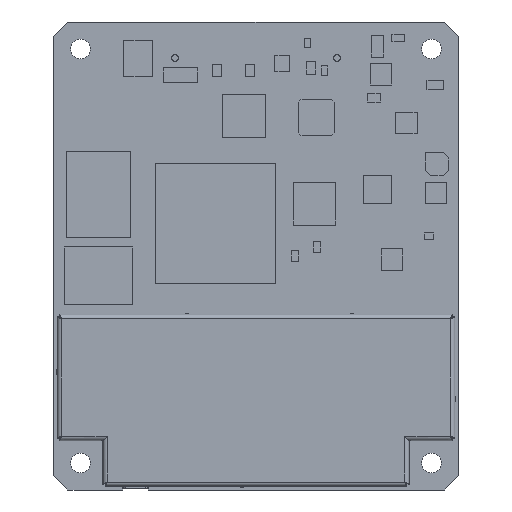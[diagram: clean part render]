
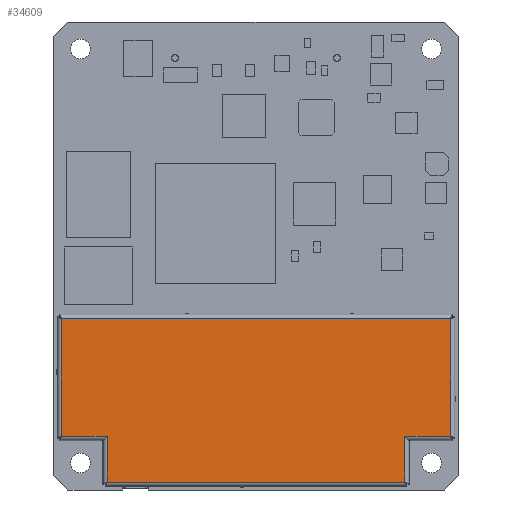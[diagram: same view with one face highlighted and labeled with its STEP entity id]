
A CAD part, front view. The second image highlights one B-rep face of the part: STEP entity #34609.
In plain terms, the highlighted face is planar.
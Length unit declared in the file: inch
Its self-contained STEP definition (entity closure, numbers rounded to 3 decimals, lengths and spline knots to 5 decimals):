
#31134=DIRECTION('',(0.,0.,1.));
#31135=VECTOR('',#31134,0.653);
#31136=CARTESIAN_POINT('',(-1.0815,0.214,0.2585));
#31137=LINE('',#31136,#31135);
#31222=DIRECTION('',(1.,0.,0.));
#31223=VECTOR('',#31222,2.163);
#31224=CARTESIAN_POINT('',(-1.0815,0.214,0.9115));
#31225=LINE('',#31224,#31223);
#31280=DIRECTION('',(0.,0.,-1.));
#31281=VECTOR('',#31280,0.653);
#31282=CARTESIAN_POINT('',(1.0815,0.214,0.9115));
#31283=LINE('',#31282,#31281);
#31375=DIRECTION('',(-1.,0.,0.));
#31376=VECTOR('',#31375,0.255);
#31377=CARTESIAN_POINT('',(1.0815,0.214,0.2585));
#31378=LINE('',#31377,#31376);
#31466=DIRECTION('',(0.,0.,-1.));
#31467=VECTOR('',#31466,0.255);
#31468=CARTESIAN_POINT('',(0.8265,0.214,0.2585));
#31469=LINE('',#31468,#31467);
#31573=DIRECTION('',(-1.,0.,0.));
#31574=VECTOR('',#31573,1.653);
#31575=CARTESIAN_POINT('',(0.8265,0.214,0.0035));
#31576=LINE('',#31575,#31574);
#31668=DIRECTION('',(0.,0.,1.));
#31669=VECTOR('',#31668,0.255);
#31670=CARTESIAN_POINT('',(-0.8265,0.214,0.0035));
#31671=LINE('',#31670,#31669);
#31759=DIRECTION('',(-1.,0.,0.));
#31760=VECTOR('',#31759,0.255);
#31761=CARTESIAN_POINT('',(-0.8265,0.214,0.2585));
#31762=LINE('',#31761,#31760);
#34180=CARTESIAN_POINT('',(-0.8265,0.214,0.2585));
#34181=CARTESIAN_POINT('',(-1.0815,0.214,0.2585));
#34182=VERTEX_POINT('',#34180);
#34183=VERTEX_POINT('',#34181);
#34184=CARTESIAN_POINT('',(-1.0815,0.214,0.9115));
#34185=VERTEX_POINT('',#34184);
#34252=CARTESIAN_POINT('',(1.0815,0.214,0.9115));
#34253=VERTEX_POINT('',#34252);
#34254=CARTESIAN_POINT('',(1.0815,0.214,0.2585));
#34255=VERTEX_POINT('',#34254);
#34256=CARTESIAN_POINT('',(0.8265,0.214,0.2585));
#34257=VERTEX_POINT('',#34256);
#34258=CARTESIAN_POINT('',(0.8265,0.214,0.0035));
#34259=VERTEX_POINT('',#34258);
#34260=CARTESIAN_POINT('',(-0.8265,0.214,0.0035));
#34261=VERTEX_POINT('',#34260);
#34586=CARTESIAN_POINT('',(0.,0.214,0.));
#34587=DIRECTION('',(0.,1.,0.));
#34588=DIRECTION('',(1.,0.,0.));
#34589=AXIS2_PLACEMENT_3D('',#34586,#34587,#34588);
#34590=PLANE('',#34589);
#34592=ORIENTED_EDGE('',*,*,#34591,.F.);
#34594=ORIENTED_EDGE('',*,*,#34593,.F.);
#34596=ORIENTED_EDGE('',*,*,#34595,.F.);
#34598=ORIENTED_EDGE('',*,*,#34597,.F.);
#34600=ORIENTED_EDGE('',*,*,#34599,.F.);
#34602=ORIENTED_EDGE('',*,*,#34601,.F.);
#34604=ORIENTED_EDGE('',*,*,#34603,.F.);
#34606=ORIENTED_EDGE('',*,*,#34605,.F.);
#34607=EDGE_LOOP('',(#34592,#34594,#34596,#34598,#34600,#34602,#34604,#34606));
#34608=FACE_OUTER_BOUND('',#34607,.F.);
#34591=EDGE_CURVE('',#34183,#34185,#31137,.T.);
#34593=EDGE_CURVE('',#34182,#34183,#31762,.T.);
#34595=EDGE_CURVE('',#34261,#34182,#31671,.T.);
#34597=EDGE_CURVE('',#34259,#34261,#31576,.T.);
#34599=EDGE_CURVE('',#34257,#34259,#31469,.T.);
#34601=EDGE_CURVE('',#34255,#34257,#31378,.T.);
#34603=EDGE_CURVE('',#34253,#34255,#31283,.T.);
#34605=EDGE_CURVE('',#34185,#34253,#31225,.T.);
#34609=ADVANCED_FACE('',(#34608),#34590,.T.);
